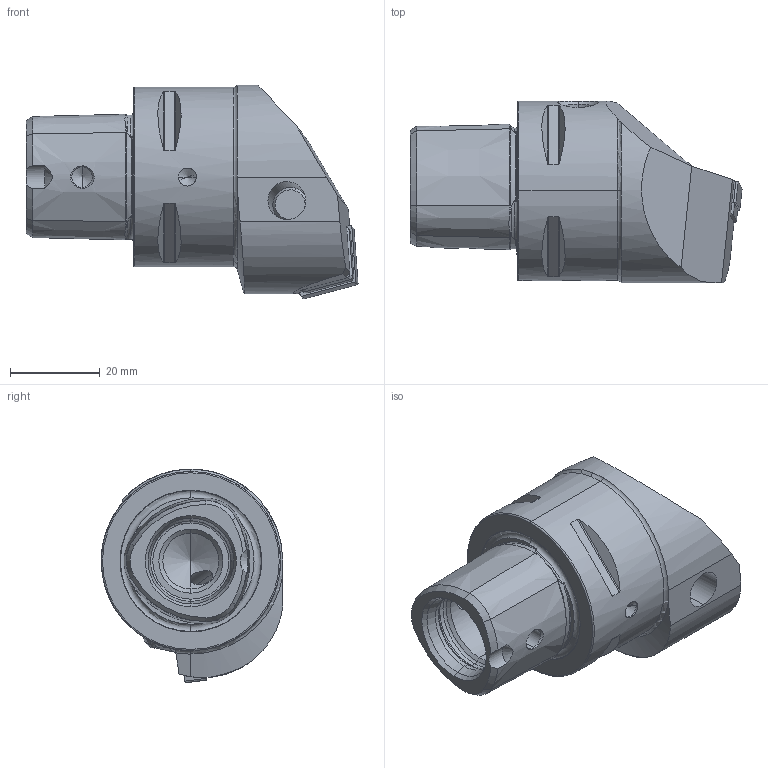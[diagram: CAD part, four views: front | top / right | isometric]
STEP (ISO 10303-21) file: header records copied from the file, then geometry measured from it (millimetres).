
FILE_DESCRIPTION (( 'STEP AP214' ), '1' );
FILE_NAME ('-PC..RRA.050-HP.STEP', '2023-12-12T09:03:04', ( '' ), ( '' ), 'SwSTEP 2.0', 'SolidWorks 2022', '' );
FILE_SCHEMA (( 'AUTOMOTIVE_DESIGN' ));
Length unit declared in the file: millimetre
Products named in the file (14): ISO 8752 2x8; CHP-PCX.000.022_B; DIN 7991 - M5x18; CNMG120404; DIN 3771 - 6.5x1.5; CHP-ER1.008.011_A; PS4-PCD.RRA.050-HP_A; -PC..RRA.050-HP; WCD-ER2.101.003_A; WCD-ER3.101.000_A; DIN 3771 - 13x1; CHP-PCX.000.022_Düse; WCD-ER4.101.017_A; WCD-ER1.101.000
Assembly tree (13 placements, depth 3):
  -PC..RRA.050-HP
    PS4-PCD.RRA.050-HP_A
    WCD-ER2.101.003_A
    CNMG120404
    WCD-ER3.101.000_A
    WCD-ER4.101.017_A
    WCD-ER1.101.000
    CHP-PCX.000.022_Düse
      CHP-PCX.000.022_B
      DIN 3771 - 13x1
      DIN 3771 - 6.5x1.5
      DIN 7991 - M5x18
    ISO 8752 2x8
    CHP-ER1.008.011_A
Bounding box: 74.04 x 40.5 x 47.66 mm (x, y, z)
Volume: 53498.7 mm3; surface area: 18205.9 mm2
Topology: 12 solids, 12 shells, 558 faces, 1377 edges, 831 vertices
Faces by surface type: cylinder 146, plane 146, cone 141, torus 75, bspline 50
Entity records: 20713 total; most frequent: CARTESIAN_POINT 7543, ORIENTED_EDGE 2710, DIRECTION 2502, EDGE_CURVE 1355, AXIS2_PLACEMENT_3D 997, VERTEX_POINT 831, EDGE_LOOP 592, ADVANCED_FACE 558
